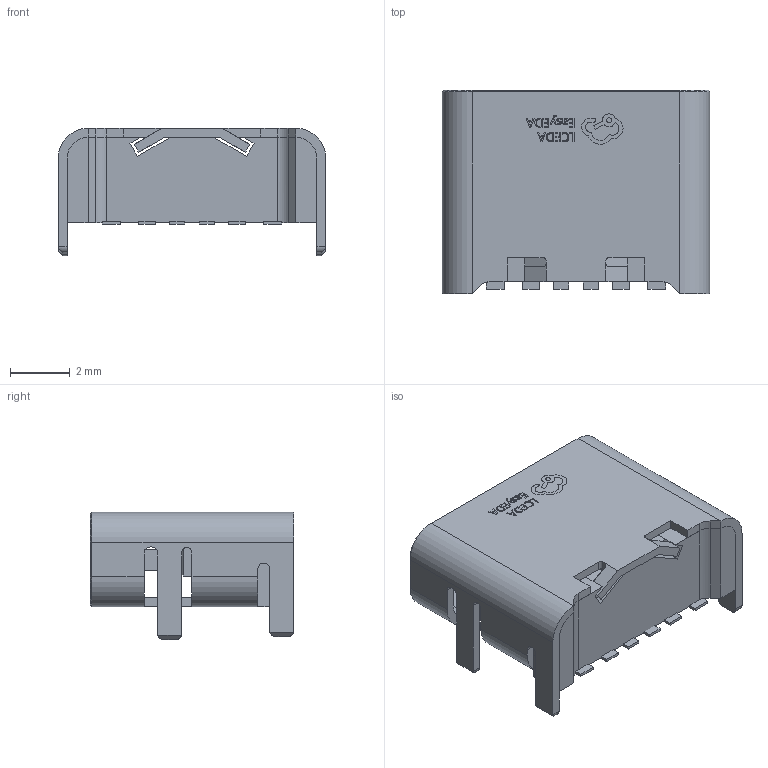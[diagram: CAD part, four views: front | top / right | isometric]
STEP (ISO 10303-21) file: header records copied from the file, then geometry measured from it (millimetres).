
FILE_DESCRIPTION (( 'STEP AP214' ), '1' );
FILE_NAME ('USB-SMD_SOFNG_MC-306-D.step', '2022-07-15T09:46:44', ( '' ), ( '' ), 'SwSTEP 2.0', 'SolidWorks 2020', '' );
FILE_SCHEMA (( 'AUTOMOTIVE_DESIGN' ));
Length unit declared in the file: millimetre
Products named in the file (1): USB-SMD_SOFNG_MC-306-D
Bounding box: 8.94 x 6.8 x 4.26 mm (x, y, z)
Volume: 90.1 mm3; surface area: 454 mm2
Topology: 19 solids, 19 shells, 572 faces, 1527 edges, 990 vertices
Faces by surface type: plane 384, bspline 120, cylinder 60, cone 8
Entity records: 25387 total; most frequent: CARTESIAN_POINT 5448, ORIENTED_EDGE 3038, DIRECTION 2291, EDGE_CURVE 1519, VECTOR 1145, LINE 1145, VERTEX_POINT 990, EDGE_LOOP 595
